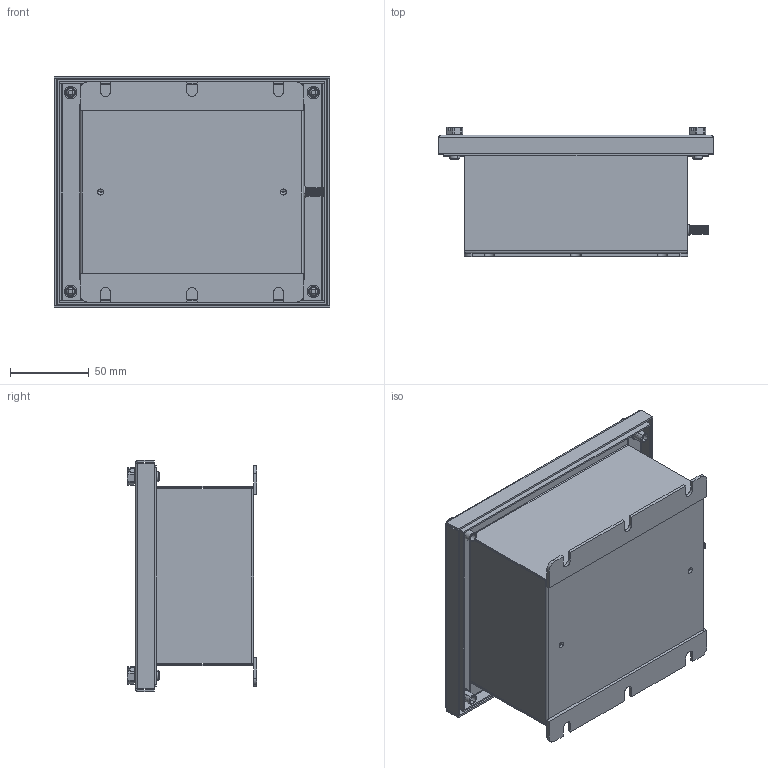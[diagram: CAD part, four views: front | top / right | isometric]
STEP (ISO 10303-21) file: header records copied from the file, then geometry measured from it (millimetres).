
FILE_DESCRIPTION (( 'STEP AP214' ), '1' );
FILE_NAME ('TEF105815XX Junction Box.STEP', '2025-01-20T12:28:26', ( '' ), ( '' ), 'SwSTEP 2.0', 'SolidWorks 2022', '' );
FILE_SCHEMA (( 'AUTOMOTIVE_DESIGN' ));
Length unit declared in the file: millimetre
Products named in the file (1): TEF105815XX Junction Box
Bounding box: 175 x 82.25 x 147 mm (x, y, z)
Volume: 165937.9 mm3; surface area: 250060.4 mm2
Topology: 23 solids, 23 shells, 1310 faces, 3270 edges, 2092 vertices
Faces by surface type: plane 831, cylinder 193, bspline 186, cone 84, sphere 8, torus 8
Entity records: 64646 total; most frequent: CARTESIAN_POINT 19974, ORIENTED_EDGE 6516, DIRECTION 5474, EDGE_CURVE 3258, LINE 2298, VECTOR 2298, VERTEX_POINT 2092, AXIS2_PLACEMENT_3D 1588
